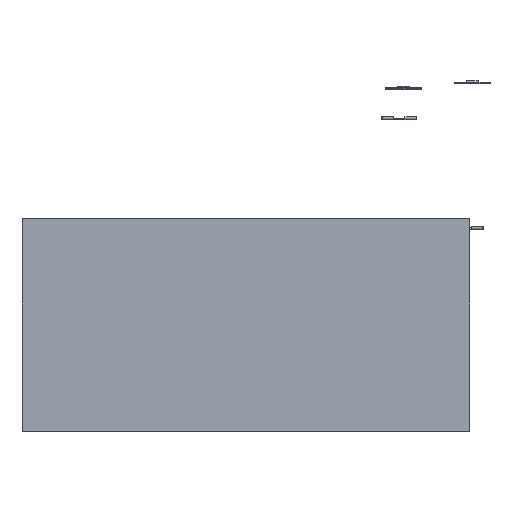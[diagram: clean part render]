
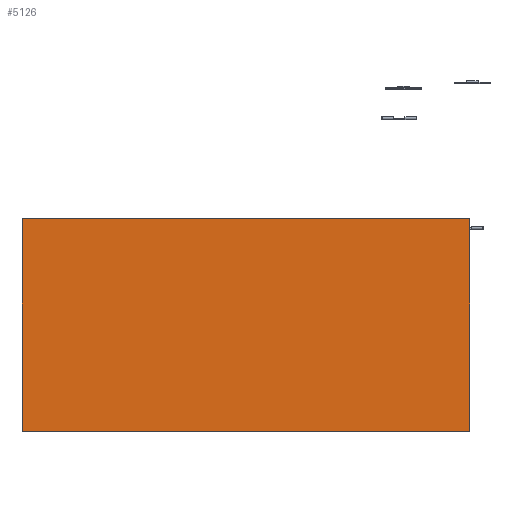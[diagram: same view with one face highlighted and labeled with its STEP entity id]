
A CAD part, front view. The second image highlights one B-rep face of the part: STEP entity #5126.
In plain terms, the highlighted planar face has unit normal (0, -1, 0).
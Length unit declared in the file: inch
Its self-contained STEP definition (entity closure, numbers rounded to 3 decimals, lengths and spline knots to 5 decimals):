
#544=FACE_OUTER_BOUND('',#858,.T.);
#858=EDGE_LOOP('',(#3806,#3807,#3808,#3809));
#1300=LINE('',#7976,#1866);
#1303=LINE('',#7982,#1869);
#1306=LINE('',#7988,#1872);
#1309=LINE('',#7992,#1875);
#1866=VECTOR('',#6412,0.3937);
#1869=VECTOR('',#6417,0.3937);
#1872=VECTOR('',#6422,0.3937);
#1875=VECTOR('',#6427,0.3937);
#2368=VERTEX_POINT('',#7973);
#2369=VERTEX_POINT('',#7975);
#2371=VERTEX_POINT('',#7981);
#2373=VERTEX_POINT('',#7987);
#2894=EDGE_CURVE('',#2369,#2368,#1300,.T.);
#2897=EDGE_CURVE('',#2371,#2369,#1303,.T.);
#2900=EDGE_CURVE('',#2373,#2371,#1306,.T.);
#2903=EDGE_CURVE('',#2368,#2373,#1309,.T.);
#3806=ORIENTED_EDGE('',*,*,#2903,.T.);
#3807=ORIENTED_EDGE('',*,*,#2900,.T.);
#3808=ORIENTED_EDGE('',*,*,#2897,.T.);
#3809=ORIENTED_EDGE('',*,*,#2894,.T.);
#4902=PLANE('',#5653);
#5126=ADVANCED_FACE('',(#544),#4902,.T.);
#5653=AXIS2_PLACEMENT_3D('',#7993,#6428,#6429);
#6412=DIRECTION('',(0.,0.,-1.));
#6417=DIRECTION('',(-1.,0.,0.));
#6422=DIRECTION('',(0.,0.,1.));
#6427=DIRECTION('',(1.,0.,0.));
#6428=DIRECTION('center_axis',(0.,-1.,0.));
#6429=DIRECTION('ref_axis',(0.,0.,-1.));
#7973=CARTESIAN_POINT('',(-39.69282,-3.46392,-60.29119));
#7975=CARTESIAN_POINT('',(-39.69282,-3.46392,-42.29119));
#7976=CARTESIAN_POINT('',(-39.69282,-3.46392,-60.29119));
#7981=CARTESIAN_POINT('',(-1.69282,-3.46392,-42.29119));
#7982=CARTESIAN_POINT('',(-39.69282,-3.46392,-42.29119));
#7987=CARTESIAN_POINT('',(-1.69282,-3.46392,-60.29119));
#7988=CARTESIAN_POINT('',(-1.69282,-3.46392,-42.29119));
#7992=CARTESIAN_POINT('',(-1.69282,-3.46392,-60.29119));
#7993=CARTESIAN_POINT('Origin',(-20.69282,-3.46392,-51.29119));
